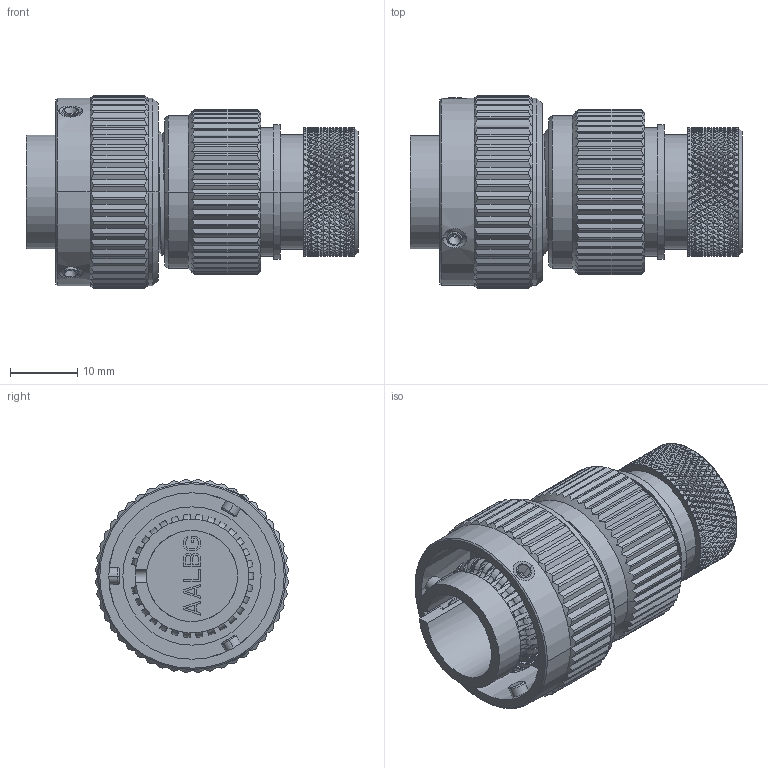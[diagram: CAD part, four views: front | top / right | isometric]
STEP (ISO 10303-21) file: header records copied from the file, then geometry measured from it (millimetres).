
FILE_DESCRIPTION((''),'2;1');
FILE_NAME('VG95234T-14_SW0001','2023-03-28T11:08:47',('paultorloting'),('NET AG system integration'),'CREO PARAMETRIC BY PTC INC, 2021404','CREO PARAMETRIC BY PTC INC, 2021404','');
FILE_SCHEMA(('AUTOMOTIVE_DESIGN { 1 0 10303 214 1 1 1 1 }'));
Products named in the file (1): VG95234T-14_SW0001
Bounding box: 49.48 x 28.84 x 28.84 mm (x, y, z)
Volume: 15873.7 mm3; surface area: 9124.6 mm2
Topology: 1 solids, 2 shells, 4385 faces, 10044 edges, 5635 vertices
Faces by surface type: plane 3102, cylinder 809, bspline 414, cone 54, torus 6
Entity records: 159057 total; most frequent: CARTESIAN_POINT 44951, ORIENTED_EDGE 20076, DIRECTION 14511, EDGE_CURVE 10038, VERTEX_POINT 5635, VECTOR 5394, LINE 5394, AXIS2_PLACEMENT_3D 4557
